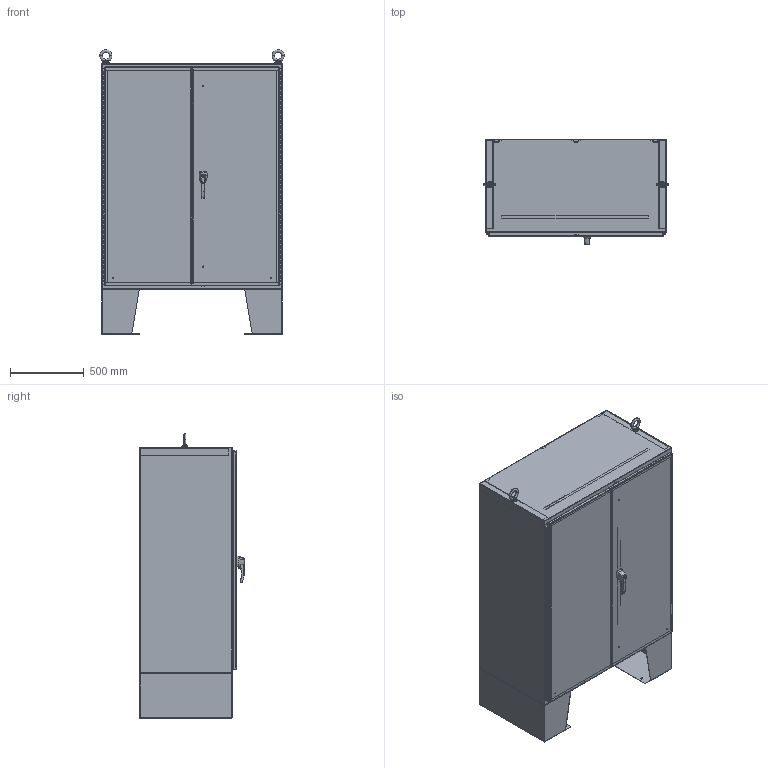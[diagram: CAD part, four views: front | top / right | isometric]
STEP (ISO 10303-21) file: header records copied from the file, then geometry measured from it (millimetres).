
FILE_DESCRIPTION (( 'STEP AP203' ), '1' );
FILE_NAME ('1422B24F_Default.step', '2019-11-04T14:59:29', ( '' ), ( '' ), 'SwSTEP 2.0', 'SolidWorks 2019', '' );
FILE_SCHEMA (( 'CONFIG_CONTROL_DESIGN' ));
Products named in the file (1): 1422B24F_Default
Bounding box: 1247.68 x 710.26 x 1924.76 mm (x, y, z)
Volume: 28738639.7 mm3; surface area: 22724691.8 mm2
Topology: 90 solids, 90 shells, 2769 faces, 7159 edges, 4601 vertices
Faces by surface type: plane 1280, cylinder 1242, bspline 145, cone 86, torus 16
Entity records: 98438 total; most frequent: CARTESIAN_POINT 29973, DIRECTION 14414, ORIENTED_EDGE 14298, EDGE_CURVE 7149, AXIS2_PLACEMENT_3D 5207, VERTEX_POINT 4601, VECTOR 4000, LINE 4000
